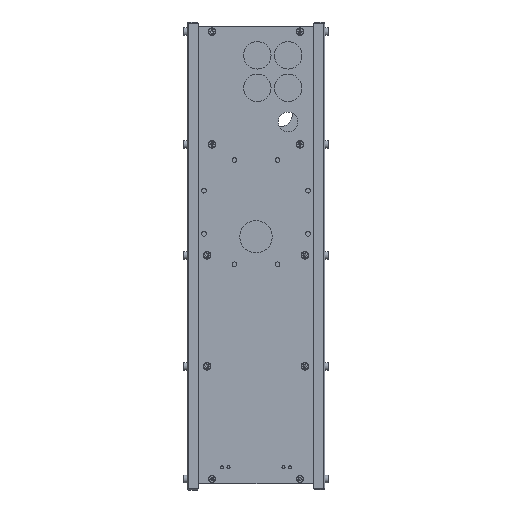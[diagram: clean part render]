
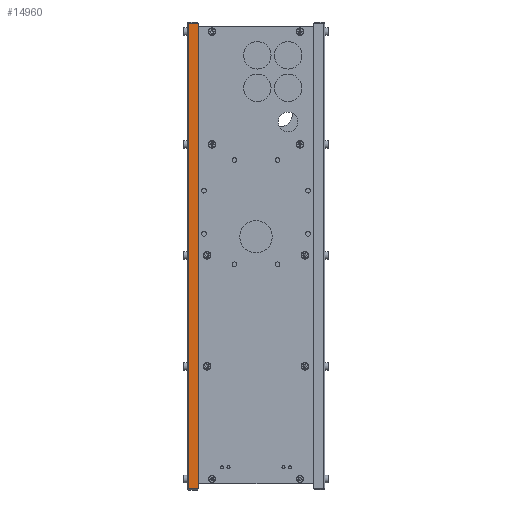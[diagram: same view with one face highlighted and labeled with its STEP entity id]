
A CAD part, left-side view. The second image highlights one B-rep face of the part: STEP entity #14960.
In plain terms, the highlighted planar face has unit normal (-1, 0, 0).
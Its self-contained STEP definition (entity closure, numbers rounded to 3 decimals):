
#267 = EDGE_CURVE ( 'NONE', #20768, #3238, #22135, .T. ) ;
#1880 = DIRECTION ( 'NONE',  ( 0., 0., -1. ) ) ;
#3238 = VERTEX_POINT ( 'NONE', #18935 ) ;
#3606 = VECTOR ( 'NONE', #10992, 1000. ) ;
#4769 = CARTESIAN_POINT ( 'NONE',  ( 0., 0., -340.5 ) ) ;
#4917 = DIRECTION ( 'NONE',  ( 0., 0., 1. ) ) ;
#5008 = LINE ( 'NONE', #14185, #21976 ) ;
#7308 = PLANE ( 'NONE',  #8420 ) ;
#7975 = EDGE_LOOP ( 'NONE', ( #18554, #12346, #8170, #25997 ) ) ;
#8000 = LINE ( 'NONE', #12964, #24225 ) ;
#8170 = ORIENTED_EDGE ( 'NONE', *, *, #267, .T. ) ;
#8420 = AXIS2_PLACEMENT_3D ( 'NONE', #4769, #13801, #4917 ) ;
#8989 = CARTESIAN_POINT ( 'NONE',  ( 0., 7.5, -339.5 ) ) ;
#9157 = VERTEX_POINT ( 'NONE', #28258 ) ;
#10992 = DIRECTION ( 'NONE',  ( 0., -1., 0. ) ) ;
#11399 = CARTESIAN_POINT ( 'NONE',  ( 0., 7.5, -1. ) ) ;
#12346 = ORIENTED_EDGE ( 'NONE', *, *, #25013, .T. ) ;
#12964 = CARTESIAN_POINT ( 'NONE',  ( 0., 0., -340.5 ) ) ;
#13148 = LINE ( 'NONE', #17516, #28035 ) ;
#13801 = DIRECTION ( 'NONE',  ( -1., 0., 0. ) ) ;
#14185 = CARTESIAN_POINT ( 'NONE',  ( 0., 8.5, -1. ) ) ;
#14910 = VERTEX_POINT ( 'NONE', #11399 ) ;
#14960 = ADVANCED_FACE ( 'NONE', ( #21162 ), #7308, .T. ) ;
#17195 = DIRECTION ( 'NONE',  ( 0., 0., 1. ) ) ;
#17516 = CARTESIAN_POINT ( 'NONE',  ( 0., 7.5, -340.5 ) ) ;
#17921 = CARTESIAN_POINT ( 'NONE',  ( 0., 0., -339.5 ) ) ;
#18554 = ORIENTED_EDGE ( 'NONE', *, *, #28564, .T. ) ;
#18935 = CARTESIAN_POINT ( 'NONE',  ( 0., 0., -339.5 ) ) ;
#20768 = VERTEX_POINT ( 'NONE', #8989 ) ;
#21162 = FACE_OUTER_BOUND ( 'NONE', #7975, .T. ) ;
#21976 = VECTOR ( 'NONE', #25763, 1000. ) ;
#22135 = LINE ( 'NONE', #17921, #3606 ) ;
#24225 = VECTOR ( 'NONE', #17195, 1000. ) ;
#25013 = EDGE_CURVE ( 'NONE', #14910, #20768, #13148, .T. ) ;
#25414 = EDGE_CURVE ( 'NONE', #3238, #9157, #8000, .T. ) ;
#25763 = DIRECTION ( 'NONE',  ( 0., 1., 0. ) ) ;
#25997 = ORIENTED_EDGE ( 'NONE', *, *, #25414, .T. ) ;
#28035 = VECTOR ( 'NONE', #1880, 1000. ) ;
#28258 = CARTESIAN_POINT ( 'NONE',  ( 0., 0., -1. ) ) ;
#28564 = EDGE_CURVE ( 'NONE', #9157, #14910, #5008, .T. ) ;
